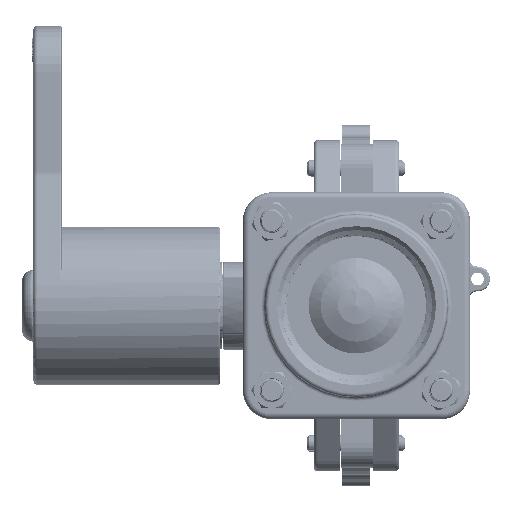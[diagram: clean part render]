
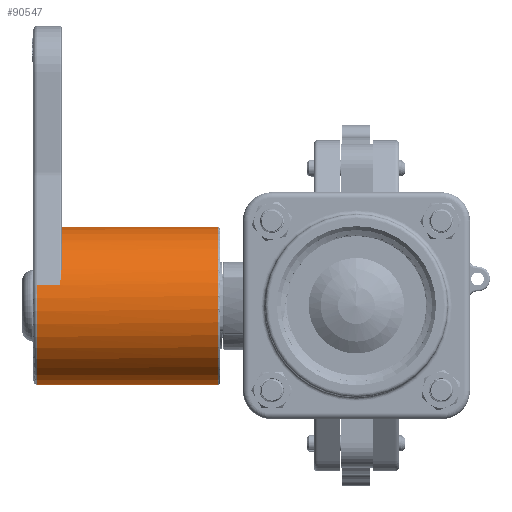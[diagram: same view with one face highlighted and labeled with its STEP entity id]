
A CAD part, left-side view. The second image highlights one B-rep face of the part: STEP entity #90547.
In plain terms, the highlighted cylindrical face has radius 31.496 mm (diameter 62.992 mm), a full revolution.
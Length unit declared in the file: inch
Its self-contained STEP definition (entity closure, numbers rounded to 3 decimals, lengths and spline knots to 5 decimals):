
#2046=B_SPLINE_CURVE_WITH_KNOTS('',3,(#157130,#157131,#157132,#157133,#157134,
#157135,#157136,#157137,#157138,#157139),.UNSPECIFIED.,.F.,.F.,(4,2,2,2,
4),(-0.3559,-0.34268,-0.32947,-0.28278,
-0.17259),.UNSPECIFIED.);
#2047=B_SPLINE_CURVE_WITH_KNOTS('',3,(#157143,#157144,#157145,#157146,#157147,
#157148,#157149,#157150),.UNSPECIFIED.,.F.,.F.,(4,2,2,4),(0.58159,
0.63114,0.7723,0.77279),.UNSPECIFIED.);
#2048=B_SPLINE_CURVE_WITH_KNOTS('',3,(#157158,#157159,#157160,#157161,#157162,
#157163,#157164,#157165),.UNSPECIFIED.,.F.,.F.,(4,2,2,4),(-0.00055,
0.,0.15926,0.21516),.UNSPECIFIED.);
#2049=B_SPLINE_CURVE_WITH_KNOTS('',3,(#157169,#157170,#157171,#157172,#157173,
#157174),.UNSPECIFIED.,.F.,.F.,(4,2,4),(1.25455,1.55486,
1.91042),.UNSPECIFIED.);
#7362=CYLINDRICAL_SURFACE('',#97282,1.24);
#8636=FACE_OUTER_BOUND('',#13999,.T.);
#13999=EDGE_LOOP('',(#64454,#64455,#64456,#64457,#64458,#64459,#64460,#64461,
#64462,#64463,#64464,#64465,#64466,#64467,#64468,#64469,#64470,#64471,#64472,
#64473));
#19539=CIRCLE('',#97280,1.24);
#19541=CIRCLE('',#97283,1.24);
#19542=CIRCLE('',#97284,1.24);
#19543=CIRCLE('',#97285,1.24);
#19544=CIRCLE('',#97286,1.24);
#19545=CIRCLE('',#97287,1.24);
#19546=CIRCLE('',#97288,1.24);
#19547=CIRCLE('',#97289,1.24);
#21262=LINE('',#157118,#29892);
#21263=LINE('',#157120,#29893);
#21264=LINE('',#157124,#29894);
#21265=LINE('',#157128,#29895);
#21266=LINE('',#157152,#29896);
#21267=LINE('',#157156,#29897);
#21268=LINE('',#157176,#29898);
#29892=VECTOR('',#105291,0.3937);
#29893=VECTOR('',#105292,0.3937);
#29894=VECTOR('',#105295,1.24);
#29895=VECTOR('',#105298,0.3937);
#29896=VECTOR('',#105301,0.3937);
#29897=VECTOR('',#105304,0.3937);
#29898=VECTOR('',#105307,0.3937);
#38976=VERTEX_POINT('',#157087);
#38977=VERTEX_POINT('',#157100);
#38979=VERTEX_POINT('',#157117);
#38980=VERTEX_POINT('',#157119);
#38981=VERTEX_POINT('',#157121);
#38982=VERTEX_POINT('',#157123);
#38983=VERTEX_POINT('',#157125);
#38984=VERTEX_POINT('',#157127);
#38985=VERTEX_POINT('',#157129);
#38986=VERTEX_POINT('',#157140);
#38987=VERTEX_POINT('',#157142);
#38988=VERTEX_POINT('',#157151);
#38989=VERTEX_POINT('',#157153);
#38990=VERTEX_POINT('',#157155);
#38991=VERTEX_POINT('',#157157);
#38992=VERTEX_POINT('',#157166);
#38993=VERTEX_POINT('',#157168);
#38994=VERTEX_POINT('',#157175);
#48643=EDGE_CURVE('',#38976,#38977,#19539,.T.);
#48646=EDGE_CURVE('',#38979,#38977,#21262,.T.);
#48647=EDGE_CURVE('',#38976,#38980,#21263,.T.);
#48648=EDGE_CURVE('',#38981,#38980,#19541,.T.);
#48649=EDGE_CURVE('',#38981,#38982,#21264,.T.);
#48650=EDGE_CURVE('',#38983,#38982,#19542,.T.);
#48651=EDGE_CURVE('',#38983,#38984,#21265,.T.);
#48652=EDGE_CURVE('',#38985,#38984,#2046,.F.);
#48653=EDGE_CURVE('',#38985,#38986,#19543,.T.);
#48654=EDGE_CURVE('',#38987,#38986,#2047,.F.);
#48655=EDGE_CURVE('',#38988,#38987,#21266,.T.);
#48656=EDGE_CURVE('',#38989,#38988,#19544,.T.);
#48657=EDGE_CURVE('',#38990,#38989,#21267,.T.);
#48658=EDGE_CURVE('',#38991,#38990,#2048,.F.);
#48659=EDGE_CURVE('',#38991,#38992,#19545,.T.);
#48660=EDGE_CURVE('',#38993,#38992,#2049,.F.);
#48661=EDGE_CURVE('',#38994,#38993,#21268,.T.);
#48662=EDGE_CURVE('',#38982,#38994,#19546,.T.);
#48663=EDGE_CURVE('',#38979,#38981,#19547,.T.);
#64454=ORIENTED_EDGE('',*,*,#48646,.T.);
#64455=ORIENTED_EDGE('',*,*,#48643,.F.);
#64456=ORIENTED_EDGE('',*,*,#48647,.T.);
#64457=ORIENTED_EDGE('',*,*,#48648,.F.);
#64458=ORIENTED_EDGE('',*,*,#48649,.T.);
#64459=ORIENTED_EDGE('',*,*,#48650,.F.);
#64460=ORIENTED_EDGE('',*,*,#48651,.T.);
#64461=ORIENTED_EDGE('',*,*,#48652,.F.);
#64462=ORIENTED_EDGE('',*,*,#48653,.T.);
#64463=ORIENTED_EDGE('',*,*,#48654,.F.);
#64464=ORIENTED_EDGE('',*,*,#48655,.F.);
#64465=ORIENTED_EDGE('',*,*,#48656,.F.);
#64466=ORIENTED_EDGE('',*,*,#48657,.F.);
#64467=ORIENTED_EDGE('',*,*,#48658,.F.);
#64468=ORIENTED_EDGE('',*,*,#48659,.T.);
#64469=ORIENTED_EDGE('',*,*,#48660,.F.);
#64470=ORIENTED_EDGE('',*,*,#48661,.F.);
#64471=ORIENTED_EDGE('',*,*,#48662,.F.);
#64472=ORIENTED_EDGE('',*,*,#48649,.F.);
#64473=ORIENTED_EDGE('',*,*,#48663,.F.);
#90547=ADVANCED_FACE('',(#8636),#7362,.T.);
#97280=AXIS2_PLACEMENT_3D('',#157101,#105285,#105286);
#97282=AXIS2_PLACEMENT_3D('',#157116,#105289,#105290);
#97283=AXIS2_PLACEMENT_3D('',#157122,#105293,#105294);
#97284=AXIS2_PLACEMENT_3D('',#157126,#105296,#105297);
#97285=AXIS2_PLACEMENT_3D('',#157141,#105299,#105300);
#97286=AXIS2_PLACEMENT_3D('',#157154,#105302,#105303);
#97287=AXIS2_PLACEMENT_3D('',#157167,#105305,#105306);
#97288=AXIS2_PLACEMENT_3D('',#157177,#105308,#105309);
#97289=AXIS2_PLACEMENT_3D('',#157178,#105310,#105311);
#105285=DIRECTION('center_axis',(0.,-1.,0.));
#105286=DIRECTION('ref_axis',(0.,0.,-1.));
#105289=DIRECTION('center_axis',(0.,-1.,0.));
#105290=DIRECTION('ref_axis',(1.,0.,0.));
#105291=DIRECTION('',(0.,1.,0.));
#105292=DIRECTION('',(0.,-1.,0.));
#105293=DIRECTION('center_axis',(0.,-1.,0.));
#105294=DIRECTION('ref_axis',(0.,0.,1.));
#105295=DIRECTION('',(0.,1.,0.));
#105296=DIRECTION('center_axis',(0.,1.,0.));
#105297=DIRECTION('ref_axis',(-0.981,0.,-0.194));
#105298=DIRECTION('',(0.,-1.,0.));
#105299=DIRECTION('center_axis',(0.,-1.,0.));
#105300=DIRECTION('ref_axis',(1.,0.,0.));
#105301=DIRECTION('',(0.,-1.,0.));
#105302=DIRECTION('center_axis',(0.,1.,0.));
#105303=DIRECTION('ref_axis',(0.999,0.,0.035));
#105304=DIRECTION('',(0.,1.,0.));
#105305=DIRECTION('center_axis',(0.,-1.,0.));
#105306=DIRECTION('ref_axis',(1.,0.,0.));
#105307=DIRECTION('',(0.,-1.,0.));
#105308=DIRECTION('center_axis',(0.,1.,0.));
#105309=DIRECTION('ref_axis',(-0.981,0.,-0.194));
#105310=DIRECTION('center_axis',(0.,-1.,0.));
#105311=DIRECTION('ref_axis',(0.,0.,1.));
#157087=CARTESIAN_POINT('',(-0.73969,-1.145,-0.99521));
#157100=CARTESIAN_POINT('',(0.73969,-1.145,-0.99521));
#157101=CARTESIAN_POINT('Origin',(0.,-1.145,0.));
#157116=CARTESIAN_POINT('Origin',(0.,0.,0.));
#157117=CARTESIAN_POINT('',(0.73969,-2.895,-0.99521));
#157118=CARTESIAN_POINT('',(0.73969,0.,-0.99521));
#157119=CARTESIAN_POINT('',(-0.73969,-2.895,-0.99521));
#157120=CARTESIAN_POINT('',(-0.73969,0.,-0.99521));
#157121=CARTESIAN_POINT('',(-1.24,-2.895,0.));
#157122=CARTESIAN_POINT('Origin',(0.,-2.895,0.));
#157123=CARTESIAN_POINT('',(-1.24,-0.06,0.));
#157124=CARTESIAN_POINT('',(-1.24,0.,0.));
#157125=CARTESIAN_POINT('',(0.75273,-0.06,-0.98539));
#157126=CARTESIAN_POINT('Origin',(0.,-0.06,0.));
#157127=CARTESIAN_POINT('',(0.75273,-0.41,-0.98539));
#157128=CARTESIAN_POINT('',(0.75273,0.,-0.98539));
#157129=CARTESIAN_POINT('',(0.80272,-0.44,-0.94511));
#157130=CARTESIAN_POINT('Ctrl Pts',(0.75273,-0.41,-0.98539));
#157131=CARTESIAN_POINT('Ctrl Pts',(0.75273,-0.41173,
-0.98539));
#157132=CARTESIAN_POINT('Ctrl Pts',(0.75303,-0.41357,
-0.98517));
#157133=CARTESIAN_POINT('Ctrl Pts',(0.75413,-0.41702,
-0.98432));
#157134=CARTESIAN_POINT('Ctrl Pts',(0.75493,-0.41863,
-0.98371));
#157135=CARTESIAN_POINT('Ctrl Pts',(0.7588,-0.4248,
-0.98074));
#157136=CARTESIAN_POINT('Ctrl Pts',(0.76374,-0.42866,
-0.9769));
#157137=CARTESIAN_POINT('Ctrl Pts',(0.77843,-0.43724,
-0.9653));
#157138=CARTESIAN_POINT('Ctrl Pts',(0.7917,-0.44,-0.95447));
#157139=CARTESIAN_POINT('Ctrl Pts',(0.80272,-0.44,-0.94511));
#157140=CARTESIAN_POINT('',(1.04098,-0.44,-0.67377));
#157141=CARTESIAN_POINT('Origin',(0.,-0.44,0.));
#157142=CARTESIAN_POINT('',(1.07511,-0.41,-0.61785));
#157143=CARTESIAN_POINT('Ctrl Pts',(1.04098,-0.44,-0.67377));
#157144=CARTESIAN_POINT('Ctrl Pts',(1.04342,-0.44,
-0.66999));
#157145=CARTESIAN_POINT('Ctrl Pts',(1.04625,-0.43941,
-0.66558));
#157146=CARTESIAN_POINT('Ctrl Pts',(1.05854,-0.43321,
-0.64605));
#157147=CARTESIAN_POINT('Ctrl Pts',(1.06658,-0.42238,
-0.63268));
#157148=CARTESIAN_POINT('Ctrl Pts',(1.07505,-0.41008,
-0.61795));
#157149=CARTESIAN_POINT('Ctrl Pts',(1.07508,-0.41004,
-0.6179));
#157150=CARTESIAN_POINT('Ctrl Pts',(1.07511,-0.41,-0.61785));
#157151=CARTESIAN_POINT('',(1.07511,-0.275,-0.61785));
#157152=CARTESIAN_POINT('',(1.07511,0.,-0.61785));
#157153=CARTESIAN_POINT('',(1.02892,-0.275,0.69205));
#157154=CARTESIAN_POINT('Origin',(0.,-0.275,0.));
#157155=CARTESIAN_POINT('',(1.02892,-0.41,0.69205));
#157156=CARTESIAN_POINT('',(1.02892,0.,0.69205));
#157157=CARTESIAN_POINT('',(0.99093,-0.44,0.74542));
#157158=CARTESIAN_POINT('Ctrl Pts',(1.02892,-0.41,0.69205));
#157159=CARTESIAN_POINT('Ctrl Pts',(1.02889,-0.41004,
0.69209));
#157160=CARTESIAN_POINT('Ctrl Pts',(1.02885,-0.41008,0.69214));
#157161=CARTESIAN_POINT('Ctrl Pts',(1.01937,-0.42238,
0.70624));
#157162=CARTESIAN_POINT('Ctrl Pts',(1.0104,-0.43321,
0.71901));
#157163=CARTESIAN_POINT('Ctrl Pts',(0.99677,-0.43941,
0.73762));
#157164=CARTESIAN_POINT('Ctrl Pts',(0.99364,-0.44,
0.74182));
#157165=CARTESIAN_POINT('Ctrl Pts',(0.99093,-0.44,0.74542));
#157166=CARTESIAN_POINT('',(0.57504,-0.44,1.0986));
#157167=CARTESIAN_POINT('Origin',(0.,-0.44,0.));
#157168=CARTESIAN_POINT('',(0.32094,-0.41,1.19775));
#157169=CARTESIAN_POINT('Ctrl Pts',(0.57504,-0.44,1.0986));
#157170=CARTESIAN_POINT('Ctrl Pts',(0.54013,-0.44,1.11688));
#157171=CARTESIAN_POINT('Ctrl Pts',(0.49733,-0.43586,
1.13657));
#157172=CARTESIAN_POINT('Ctrl Pts',(0.41798,-0.42571,
1.16835));
#157173=CARTESIAN_POINT('Ctrl Pts',(0.36547,-0.41717,
1.18581));
#157174=CARTESIAN_POINT('Ctrl Pts',(0.32094,-0.41,1.19775));
#157175=CARTESIAN_POINT('',(0.32094,-0.06,1.19775));
#157176=CARTESIAN_POINT('',(0.32094,0.,1.19775));
#157177=CARTESIAN_POINT('Origin',(0.,-0.06,0.));
#157178=CARTESIAN_POINT('Origin',(0.,-2.895,0.));
